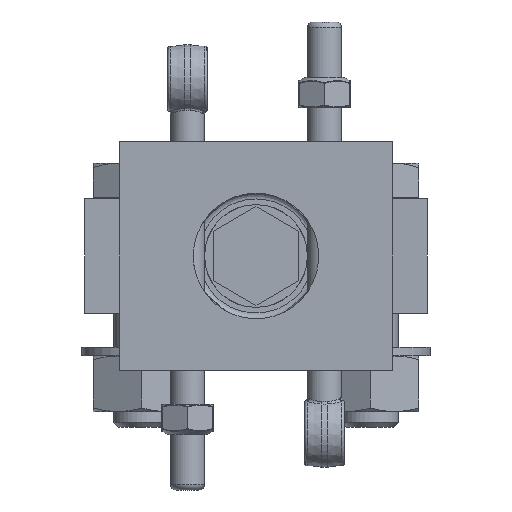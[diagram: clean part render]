
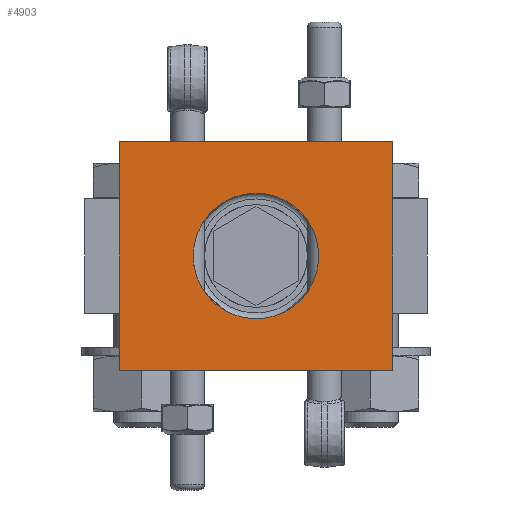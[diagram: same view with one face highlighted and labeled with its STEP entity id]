
A CAD part, front view. The second image highlights one B-rep face of the part: STEP entity #4903.
In plain terms, the highlighted face is planar.
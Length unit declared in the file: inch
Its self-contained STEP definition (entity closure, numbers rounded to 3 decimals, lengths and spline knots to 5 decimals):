
#4594=CARTESIAN_POINT('',(1.35932,-1.12844,0.875));
#4595=VERTEX_POINT('',#4594);
#4596=CARTESIAN_POINT('',(0.67182,-1.12844,0.875));
#4597=DIRECTION('',(0.0,0.0,-1.0));
#4598=DIRECTION('',(1.0,0.0,0.0));
#4599=AXIS2_PLACEMENT_3D('',#4596,#4597,#4598);
#4600=CIRCLE('',#4599,0.6875);
#4601=EDGE_CURVE('',#4595,#4595,#4600,.T.);
#4758=CARTESIAN_POINT('',(1.92182,0.37156,0.875));
#4759=VERTEX_POINT('',#4758);
#4760=CARTESIAN_POINT('',(1.92182,-2.62844,0.875));
#4761=VERTEX_POINT('',#4760);
#4762=CARTESIAN_POINT('',(1.92182,0.37156,0.875));
#4763=DIRECTION('',(0.0,-1.0,0.0));
#4764=VECTOR('',#4763,3.);
#4765=LINE('',#4762,#4764);
#4766=EDGE_CURVE('',#4759,#4761,#4765,.T.);
#4804=CARTESIAN_POINT('',(-0.57818,-2.62844,0.875));
#4805=VERTEX_POINT('',#4804);
#4806=CARTESIAN_POINT('',(1.92182,-2.62844,0.875));
#4807=DIRECTION('',(-1.0,0.0,0.0));
#4808=VECTOR('',#4807,2.5);
#4809=LINE('',#4806,#4808);
#4810=EDGE_CURVE('',#4761,#4805,#4809,.T.);
#4835=CARTESIAN_POINT('',(-0.57818,0.37156,0.875));
#4836=VERTEX_POINT('',#4835);
#4837=CARTESIAN_POINT('',(-0.57818,-2.62844,0.875));
#4838=DIRECTION('',(0.0,1.0,0.0));
#4839=VECTOR('',#4838,3.);
#4840=LINE('',#4837,#4839);
#4841=EDGE_CURVE('',#4805,#4836,#4840,.T.);
#4872=CARTESIAN_POINT('',(-0.57818,0.37156,0.875));
#4873=DIRECTION('',(1.0,0.0,0.0));
#4874=VECTOR('',#4873,2.5);
#4875=LINE('',#4872,#4874);
#4876=EDGE_CURVE('',#4836,#4759,#4875,.T.);
#4889=CARTESIAN_POINT('',(0.67182,-1.12844,0.875));
#4890=DIRECTION('',(0.0,0.0,1.0));
#4891=DIRECTION('',(1.0,0.0,0.0));
#4892=AXIS2_PLACEMENT_3D('',#4889,#4890,#4891);
#4893=PLANE('',#4892);
#4894=ORIENTED_EDGE('',*,*,#4766,.F.);
#4895=ORIENTED_EDGE('',*,*,#4876,.F.);
#4896=ORIENTED_EDGE('',*,*,#4841,.F.);
#4897=ORIENTED_EDGE('',*,*,#4810,.F.);
#4898=EDGE_LOOP('',(#4894,#4895,#4896,#4897));
#4899=FACE_OUTER_BOUND('',#4898,.T.);
#4900=ORIENTED_EDGE('',*,*,#4601,.T.);
#4901=EDGE_LOOP('',(#4900));
#4902=FACE_BOUND('',#4901,.T.);
#4903=ADVANCED_FACE('',(#4899,#4902),#4893,.T.);
